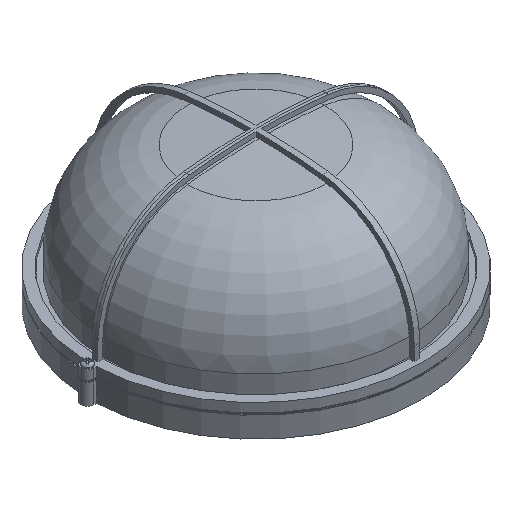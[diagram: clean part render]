
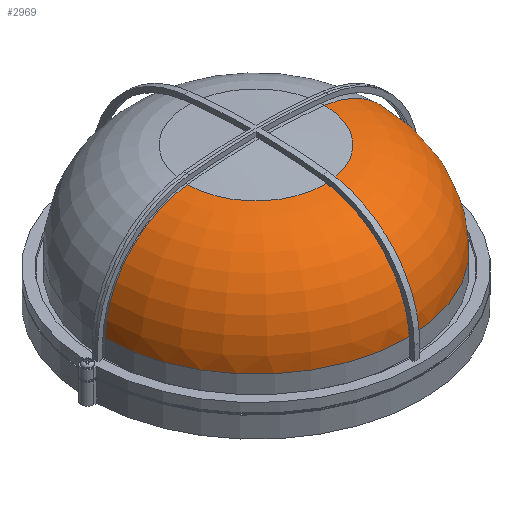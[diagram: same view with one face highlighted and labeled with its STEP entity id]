
A CAD part, isometric view. The second image highlights one B-rep face of the part: STEP entity #2969.
In plain terms, the highlighted toroidal (fillet/blend) face has major radius 41.919 mm and minor radius 67.081 mm.
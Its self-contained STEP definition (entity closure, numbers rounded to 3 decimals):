
#422 = DIRECTION ( 'NONE',  ( -1., 0., 0. ) ) ;
#503 = ORIENTED_EDGE ( 'NONE', *, *, #4068, .F. ) ;
#639 = DIRECTION ( 'NONE',  ( 0., 0., -1. ) ) ;
#815 = CARTESIAN_POINT ( 'NONE',  ( -49.637, 0., 99.635 ) ) ;
#933 = ORIENTED_EDGE ( 'NONE', *, *, #3709, .T. ) ;
#1003 = ORIENTED_EDGE ( 'NONE', *, *, #3911, .T. ) ;
#1080 = CARTESIAN_POINT ( 'NONE',  ( -41.919, 0., 33. ) ) ;
#1413 = ORIENTED_EDGE ( 'NONE', *, *, #1549, .F. ) ;
#1429 = EDGE_LOOP ( 'NONE', ( #503, #1003, #933, #1413 ) ) ;
#1463 = CIRCLE ( 'NONE', #2017, 49.637 ) ;
#1483 = DIRECTION ( 'NONE',  ( 0., 0., -1. ) ) ;
#1536 = CIRCLE ( 'NONE', #1580, 67.081 ) ;
#1549 = EDGE_CURVE ( 'NONE', #4888, #3387, #3371, .T. ) ;
#1580 = AXIS2_PLACEMENT_3D ( 'NONE', #1080, #3833, #1483 ) ;
#1605 = FACE_OUTER_BOUND ( 'NONE', #1429, .T. ) ;
#1994 = CARTESIAN_POINT ( 'NONE',  ( 41.919, 0., 33. ) ) ;
#2017 = AXIS2_PLACEMENT_3D ( 'NONE', #2066, #4767, #2470 ) ;
#2066 = CARTESIAN_POINT ( 'NONE',  ( 0., 0., 99.635 ) ) ;
#2286 = CIRCLE ( 'NONE', #3339, 67.081 ) ;
#2383 = AXIS2_PLACEMENT_3D ( 'NONE', #2793, #5021, #422 ) ;
#2397 = DIRECTION ( 'NONE',  ( -1., 0., 0. ) ) ;
#2470 = DIRECTION ( 'NONE',  ( -1., 0., 0. ) ) ;
#2650 = TOROIDAL_SURFACE ( 'NONE', #2383, 41.919, 67.081 ) ;
#2750 = VERTEX_POINT ( 'NONE', #815 ) ;
#2793 = CARTESIAN_POINT ( 'NONE',  ( 0., 0., 33. ) ) ;
#2948 = CARTESIAN_POINT ( 'NONE',  ( 109., 0., 33. ) ) ;
#2969 = ADVANCED_FACE ( 'NONE', ( #1605 ), #2650, .T. ) ;
#3008 = CARTESIAN_POINT ( 'NONE',  ( 49.637, 0., 99.635 ) ) ;
#3009 = CARTESIAN_POINT ( 'NONE',  ( 0., 0., 33. ) ) ;
#3339 = AXIS2_PLACEMENT_3D ( 'NONE', #1994, #4707, #2397 ) ;
#3371 = CIRCLE ( 'NONE', #4483, 109. ) ;
#3387 = VERTEX_POINT ( 'NONE', #3564 ) ;
#3405 = DIRECTION ( 'NONE',  ( -1., 0., 0. ) ) ;
#3564 = CARTESIAN_POINT ( 'NONE',  ( -109., 0., 33. ) ) ;
#3709 = EDGE_CURVE ( 'NONE', #2750, #3387, #1536, .T. ) ;
#3833 = DIRECTION ( 'NONE',  ( 0., -1., 0. ) ) ;
#3911 = EDGE_CURVE ( 'NONE', #4931, #2750, #1463, .T. ) ;
#4068 = EDGE_CURVE ( 'NONE', #4931, #4888, #2286, .T. ) ;
#4483 = AXIS2_PLACEMENT_3D ( 'NONE', #3009, #639, #3405 ) ;
#4707 = DIRECTION ( 'NONE',  ( 0., 1., 0. ) ) ;
#4767 = DIRECTION ( 'NONE',  ( 0., 0., -1. ) ) ;
#4888 = VERTEX_POINT ( 'NONE', #2948 ) ;
#4931 = VERTEX_POINT ( 'NONE', #3008 ) ;
#5021 = DIRECTION ( 'NONE',  ( 0., 0., -1. ) ) ;
